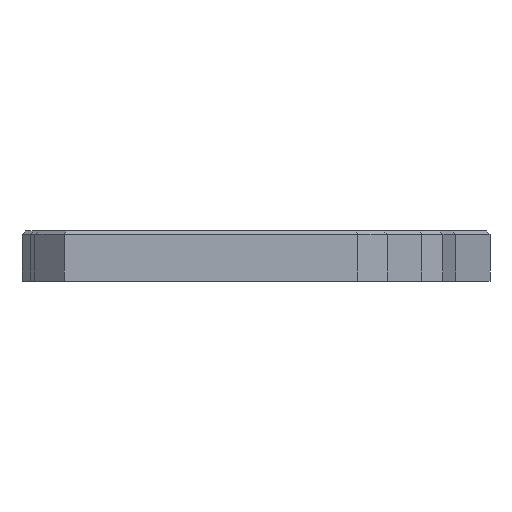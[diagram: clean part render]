
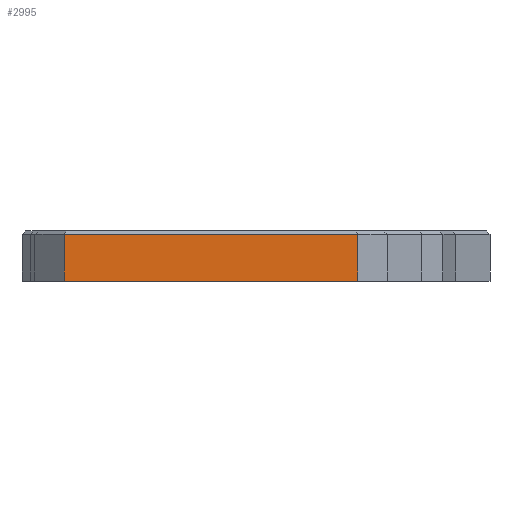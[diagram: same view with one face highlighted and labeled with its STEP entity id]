
A CAD part, left-side view. The second image highlights one B-rep face of the part: STEP entity #2995.
In plain terms, the highlighted planar face has unit normal (-1, 0, 0).
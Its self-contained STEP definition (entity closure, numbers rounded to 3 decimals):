
#129=FACE_OUTER_BOUND('',#301,.T.);
#301=EDGE_LOOP('',(#2219,#2220,#2221,#2222));
#551=LINE('',#4383,#959);
#620=LINE('',#4521,#1028);
#622=LINE('',#4525,#1030);
#623=LINE('',#4526,#1031);
#959=VECTOR('',#3543,10.);
#1028=VECTOR('',#3670,10.);
#1030=VECTOR('',#3674,10.);
#1031=VECTOR('',#3675,10.);
#1317=VERTEX_POINT('',#4375);
#1319=VERTEX_POINT('',#4381);
#1359=VERTEX_POINT('',#4520);
#1360=VERTEX_POINT('',#4524);
#1629=EDGE_CURVE('',#1319,#1317,#551,.T.);
#1698=EDGE_CURVE('',#1359,#1317,#620,.T.);
#1700=EDGE_CURVE('',#1360,#1319,#622,.T.);
#1701=EDGE_CURVE('',#1360,#1359,#623,.T.);
#2219=ORIENTED_EDGE('',*,*,#1629,.F.);
#2220=ORIENTED_EDGE('',*,*,#1700,.F.);
#2221=ORIENTED_EDGE('',*,*,#1701,.T.);
#2222=ORIENTED_EDGE('',*,*,#1698,.T.);
#2831=PLANE('',#3182);
#2995=ADVANCED_FACE('',(#129),#2831,.T.);
#3182=AXIS2_PLACEMENT_3D('',#4523,#3672,#3673);
#3543=DIRECTION('',(0.,-1.,0.));
#3670=DIRECTION('',(0.,0.,1.));
#3672=DIRECTION('center_axis',(-1.,0.,0.));
#3673=DIRECTION('ref_axis',(0.,-1.,0.));
#3674=DIRECTION('',(0.,0.,1.));
#3675=DIRECTION('',(0.,-1.,0.));
#4375=CARTESIAN_POINT('',(20.575,-110.47,19.85));
#4381=CARTESIAN_POINT('',(20.575,-28.833,19.85));
#4383=CARTESIAN_POINT('',(20.575,-55.493,19.85));
#4520=CARTESIAN_POINT('',(20.575,-110.47,6.85));
#4521=CARTESIAN_POINT('',(20.575,-110.47,6.85));
#4523=CARTESIAN_POINT('Origin',(20.575,-28.833,6.85));
#4524=CARTESIAN_POINT('',(20.575,-28.833,6.85));
#4525=CARTESIAN_POINT('',(20.575,-28.833,6.85));
#4526=CARTESIAN_POINT('',(20.575,-28.833,6.85));
